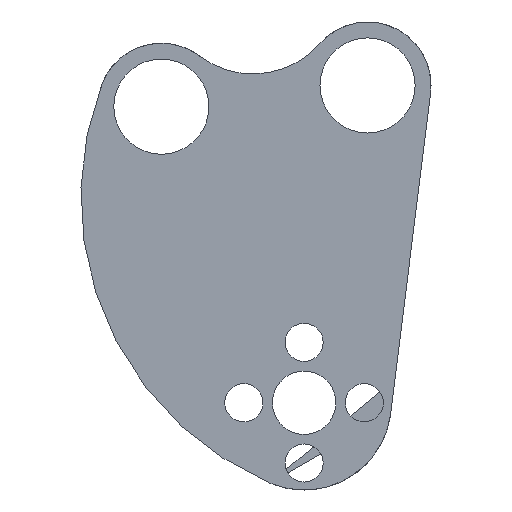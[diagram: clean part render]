
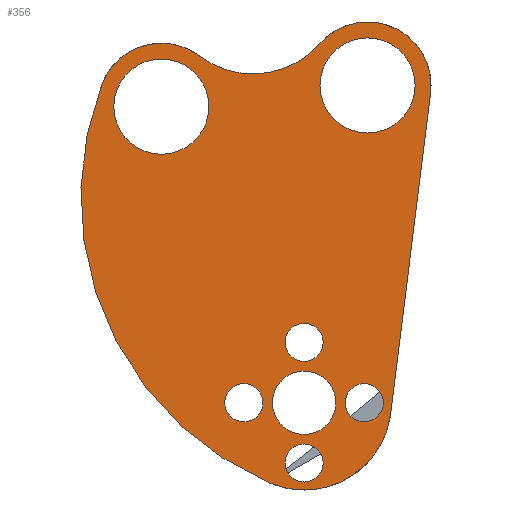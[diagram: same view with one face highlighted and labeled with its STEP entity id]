
A CAD part, front view. The second image highlights one B-rep face of the part: STEP entity #356.
In plain terms, the highlighted planar face has unit normal (0, -1, 0).
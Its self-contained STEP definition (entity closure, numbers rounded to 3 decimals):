
#22=FACE_BOUND('',#78,.T.);
#23=FACE_BOUND('',#79,.T.);
#24=FACE_BOUND('',#80,.T.);
#25=FACE_BOUND('',#81,.T.);
#26=FACE_BOUND('',#82,.T.);
#27=FACE_BOUND('',#83,.T.);
#28=FACE_BOUND('',#84,.T.);
#34=PLANE('',#418);
#52=FACE_OUTER_BOUND('',#77,.T.);
#77=EDGE_LOOP('',(#314,#315,#316,#317,#318,#319));
#78=EDGE_LOOP('',(#320));
#79=EDGE_LOOP('',(#321));
#80=EDGE_LOOP('',(#322));
#81=EDGE_LOOP('',(#323));
#82=EDGE_LOOP('',(#324));
#83=EDGE_LOOP('',(#325));
#84=EDGE_LOOP('',(#326));
#101=LINE('',#630,#119);
#119=VECTOR('',#529,10.);
#123=CIRCLE('',#374,20.);
#126=CIRCLE('',#378,15.);
#128=CIRCLE('',#382,15.);
#131=CIRCLE('',#386,20.);
#135=CIRCLE('',#392,27.5);
#138=CIRCLE('',#396,10.);
#140=CIRCLE('',#399,6.);
#142=CIRCLE('',#402,6.);
#144=CIRCLE('',#405,6.);
#146=CIRCLE('',#408,6.);
#147=CIRCLE('',#411,28.);
#149=CIRCLE('',#414,98.);
#154=VERTEX_POINT('',#543);
#155=VERTEX_POINT('',#545);
#158=VERTEX_POINT('',#553);
#160=VERTEX_POINT('',#560);
#164=VERTEX_POINT('',#570);
#165=VERTEX_POINT('',#572);
#170=VERTEX_POINT('',#585);
#171=VERTEX_POINT('',#587);
#174=VERTEX_POINT('',#595);
#176=VERTEX_POINT('',#601);
#178=VERTEX_POINT('',#607);
#180=VERTEX_POINT('',#613);
#182=VERTEX_POINT('',#619);
#187=EDGE_CURVE('',#154,#155,#123,.T.);
#192=EDGE_CURVE('',#158,#158,#126,.T.);
#195=EDGE_CURVE('',#160,#160,#128,.T.);
#200=EDGE_CURVE('',#164,#165,#131,.T.);
#207=EDGE_CURVE('',#170,#171,#135,.T.);
#212=EDGE_CURVE('',#174,#174,#138,.T.);
#215=EDGE_CURVE('',#176,#176,#140,.T.);
#218=EDGE_CURVE('',#178,#178,#142,.T.);
#221=EDGE_CURVE('',#180,#180,#144,.T.);
#224=EDGE_CURVE('',#182,#182,#146,.T.);
#225=EDGE_CURVE('',#164,#155,#147,.T.);
#227=EDGE_CURVE('',#171,#154,#149,.T.);
#229=EDGE_CURVE('',#165,#170,#101,.T.);
#314=ORIENTED_EDGE('',*,*,#229,.F.);
#315=ORIENTED_EDGE('',*,*,#200,.F.);
#316=ORIENTED_EDGE('',*,*,#225,.T.);
#317=ORIENTED_EDGE('',*,*,#187,.F.);
#318=ORIENTED_EDGE('',*,*,#227,.F.);
#319=ORIENTED_EDGE('',*,*,#207,.F.);
#320=ORIENTED_EDGE('',*,*,#192,.F.);
#321=ORIENTED_EDGE('',*,*,#195,.F.);
#322=ORIENTED_EDGE('',*,*,#212,.F.);
#323=ORIENTED_EDGE('',*,*,#215,.F.);
#324=ORIENTED_EDGE('',*,*,#218,.F.);
#325=ORIENTED_EDGE('',*,*,#221,.F.);
#326=ORIENTED_EDGE('',*,*,#224,.F.);
#356=ADVANCED_FACE('',(#52,#22,#23,#24,#25,#26,#27,#28),#34,.F.);
#374=AXIS2_PLACEMENT_3D('',#546,#429,#430);
#378=AXIS2_PLACEMENT_3D('',#555,#439,#440);
#382=AXIS2_PLACEMENT_3D('',#562,#448,#449);
#386=AXIS2_PLACEMENT_3D('',#573,#458,#459);
#392=AXIS2_PLACEMENT_3D('',#588,#473,#474);
#396=AXIS2_PLACEMENT_3D('',#597,#483,#484);
#399=AXIS2_PLACEMENT_3D('',#603,#490,#491);
#402=AXIS2_PLACEMENT_3D('',#609,#497,#498);
#405=AXIS2_PLACEMENT_3D('',#615,#504,#505);
#408=AXIS2_PLACEMENT_3D('',#621,#511,#512);
#411=AXIS2_PLACEMENT_3D('',#624,#517,#518);
#414=AXIS2_PLACEMENT_3D('',#627,#523,#524);
#418=AXIS2_PLACEMENT_3D('',#633,#533,#534);
#429=DIRECTION('center_axis',(0.,1.,0.));
#430=DIRECTION('ref_axis',(1.,0.,0.));
#439=DIRECTION('center_axis',(0.,-1.,0.));
#440=DIRECTION('ref_axis',(1.,0.,0.));
#448=DIRECTION('center_axis',(0.,-1.,0.));
#449=DIRECTION('ref_axis',(1.,0.,0.));
#458=DIRECTION('center_axis',(0.,1.,0.));
#459=DIRECTION('ref_axis',(1.,0.,0.));
#473=DIRECTION('center_axis',(0.,1.,0.));
#474=DIRECTION('ref_axis',(1.,0.,0.));
#483=DIRECTION('center_axis',(0.,-1.,0.));
#484=DIRECTION('ref_axis',(1.,0.,0.));
#490=DIRECTION('center_axis',(0.,-1.,0.));
#491=DIRECTION('ref_axis',(1.,0.,0.));
#497=DIRECTION('center_axis',(0.,-1.,0.));
#498=DIRECTION('ref_axis',(1.,0.,0.));
#504=DIRECTION('center_axis',(0.,-1.,0.));
#505=DIRECTION('ref_axis',(1.,0.,0.));
#511=DIRECTION('center_axis',(0.,-1.,0.));
#512=DIRECTION('ref_axis',(1.,0.,0.));
#517=DIRECTION('center_axis',(0.,1.,0.));
#518=DIRECTION('ref_axis',(0.752,0.,-0.659));
#523=DIRECTION('center_axis',(0.,1.,0.));
#524=DIRECTION('ref_axis',(-0.392,0.,-0.92));
#529=DIRECTION('',(-0.123,0.,-0.992));
#533=DIRECTION('center_axis',(0.,1.,0.));
#534=DIRECTION('ref_axis',(1.,0.,0.));
#543=CARTESIAN_POINT('',(-63.622,0.,100.606));
#545=CARTESIAN_POINT('',(-32.958,0.,109.28));
#546=CARTESIAN_POINT('Origin',(-45.,0.,93.312));
#553=CARTESIAN_POINT('',(-60.,0.,93.312));
#555=CARTESIAN_POINT('Origin',(-45.,0.,93.312));
#560=CARTESIAN_POINT('',(5.,0.,100.));
#562=CARTESIAN_POINT('Origin',(20.,0.,100.));
#570=CARTESIAN_POINT('',(4.959,0.,113.182));
#572=CARTESIAN_POINT('',(39.847,0.,97.531));
#573=CARTESIAN_POINT('Origin',(20.,0.,100.));
#585=CARTESIAN_POINT('',(27.29,0.,-3.395));
#587=CARTESIAN_POINT('',(-10.776,0.,-25.301));
#588=CARTESIAN_POINT('Origin',(0.,0.,0.));
#595=CARTESIAN_POINT('',(-10.,0.,0.));
#597=CARTESIAN_POINT('Origin',(0.,0.,0.));
#601=CARTESIAN_POINT('',(-6.,0.,-19.));
#603=CARTESIAN_POINT('Origin',(0.,0.,-19.));
#607=CARTESIAN_POINT('',(13.,0.,0.));
#609=CARTESIAN_POINT('Origin',(19.,0.,0.));
#613=CARTESIAN_POINT('',(-6.,0.,19.));
#615=CARTESIAN_POINT('Origin',(0.,0.,19.));
#619=CARTESIAN_POINT('',(-25.,0.,0.));
#621=CARTESIAN_POINT('Origin',(-19.,0.,0.));
#624=CARTESIAN_POINT('Origin',(-16.099,0.,131.636));
#627=CARTESIAN_POINT('Origin',(27.626,0.,64.862));
#630=CARTESIAN_POINT('',(39.847,0.,97.531));
#633=CARTESIAN_POINT('Origin',(-15.263,0.,43.94));
